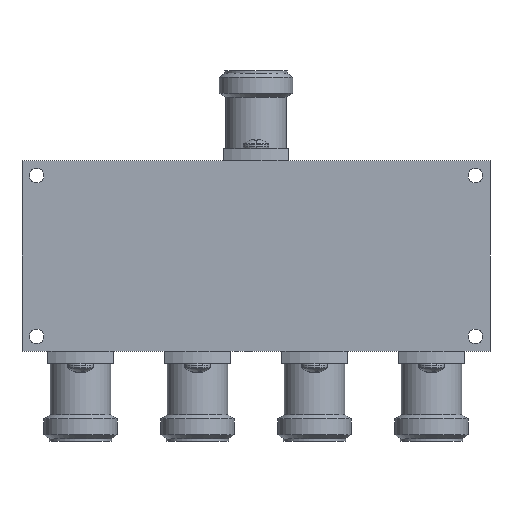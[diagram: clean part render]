
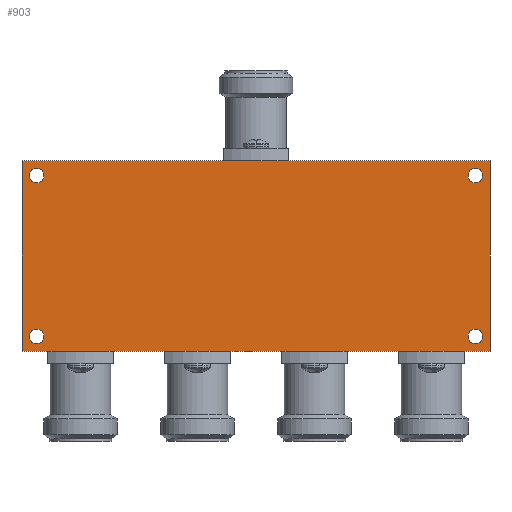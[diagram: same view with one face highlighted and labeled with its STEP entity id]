
A CAD part, front view. The second image highlights one B-rep face of the part: STEP entity #903.
In plain terms, the highlighted planar face has unit normal (0, -1, 0).
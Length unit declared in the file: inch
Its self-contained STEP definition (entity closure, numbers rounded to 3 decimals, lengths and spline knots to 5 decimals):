
#152 = ORIENTED_EDGE ( 'NONE', *, *, #5455, .T. ) ;
#903 = ADVANCED_FACE ( 'NONE', ( #21391, #6964, #26097, #20457, #15483 ), #6036, .T. ) ;
#1088 = CARTESIAN_POINT ( 'NONE',  ( -2., 0., -0.8125 ) ) ;
#1094 = CIRCLE ( 'NONE', #36138, 0.0625 ) ;
#1696 = VECTOR ( 'NONE', #46016, 39.37008 ) ;
#4119 = CARTESIAN_POINT ( 'NONE',  ( -1.875, 0., 0.75 ) ) ;
#4423 = DIRECTION ( 'NONE',  ( 0., 1., 0. ) ) ;
#4436 = VERTEX_POINT ( 'NONE', #43497 ) ;
#4674 = AXIS2_PLACEMENT_3D ( 'NONE', #17327, #37026, #36399 ) ;
#4964 = VECTOR ( 'NONE', #26547, 39.37008 ) ;
#5396 = DIRECTION ( 'NONE',  ( 0., 0., 1. ) ) ;
#5455 = EDGE_CURVE ( 'NONE', #42558, #36030, #11073, .T. ) ;
#5497 = CIRCLE ( 'NONE', #30487, 0.0625 ) ;
#6036 = PLANE ( 'NONE',  #4674 ) ;
#6964 = FACE_BOUND ( 'NONE', #60672, .T. ) ;
#7317 = DIRECTION ( 'NONE',  ( 0., 1., 0. ) ) ;
#9389 = VERTEX_POINT ( 'NONE', #46358 ) ;
#9788 = CARTESIAN_POINT ( 'NONE',  ( -2., 0., 0.8125 ) ) ;
#10315 = EDGE_CURVE ( 'NONE', #20476, #4436, #59402, .T. ) ;
#10559 = AXIS2_PLACEMENT_3D ( 'NONE', #50237, #7317, #36763 ) ;
#10871 = VECTOR ( 'NONE', #53103, 39.37008 ) ;
#10944 = VERTEX_POINT ( 'NONE', #22013 ) ;
#11073 = CIRCLE ( 'NONE', #44128, 0.0625 ) ;
#11772 = EDGE_CURVE ( 'NONE', #9389, #53901, #18239, .T. ) ;
#12205 = CARTESIAN_POINT ( 'NONE',  ( -1.875, 0., 0.6875 ) ) ;
#12478 = VERTEX_POINT ( 'NONE', #57492 ) ;
#13664 = EDGE_LOOP ( 'NONE', ( #15548, #22960, #21169, #56351 ) ) ;
#14046 = CARTESIAN_POINT ( 'NONE',  ( -2., 0., 0.8125 ) ) ;
#14512 = ORIENTED_EDGE ( 'NONE', *, *, #51845, .T. ) ;
#15363 = ORIENTED_EDGE ( 'NONE', *, *, #11772, .T. ) ;
#15436 = LINE ( 'NONE', #9788, #21965 ) ;
#15483 = FACE_BOUND ( 'NONE', #52103, .T. ) ;
#15548 = ORIENTED_EDGE ( 'NONE', *, *, #10315, .F. ) ;
#16501 = CARTESIAN_POINT ( 'NONE',  ( -1.875, 0., 0.625 ) ) ;
#17327 = CARTESIAN_POINT ( 'NONE',  ( 0., 0., 0. ) ) ;
#18239 = CIRCLE ( 'NONE', #60237, 0.0625 ) ;
#18703 = EDGE_CURVE ( 'NONE', #10944, #57782, #27194, .T. ) ;
#18804 = ORIENTED_EDGE ( 'NONE', *, *, #57776, .T. ) ;
#19208 = CARTESIAN_POINT ( 'NONE',  ( 1.875, 0., 0.6875 ) ) ;
#19250 = AXIS2_PLACEMENT_3D ( 'NONE', #19208, #29517, #5396 ) ;
#20457 = FACE_BOUND ( 'NONE', #48750, .T. ) ;
#20476 = VERTEX_POINT ( 'NONE', #55034 ) ;
#21169 = ORIENTED_EDGE ( 'NONE', *, *, #18703, .F. ) ;
#21391 = FACE_BOUND ( 'NONE', #44561, .T. ) ;
#21965 = VECTOR ( 'NONE', #28884, 39.37008 ) ;
#21980 = EDGE_CURVE ( 'NONE', #53901, #9389, #1094, .T. ) ;
#22013 = CARTESIAN_POINT ( 'NONE',  ( -2., 0., -0.8125 ) ) ;
#22386 = DIRECTION ( 'NONE',  ( 0., 1., 0. ) ) ;
#22960 = ORIENTED_EDGE ( 'NONE', *, *, #59758, .F. ) ;
#23486 = CARTESIAN_POINT ( 'NONE',  ( -1.875, 0., 0.6875 ) ) ;
#23912 = ORIENTED_EDGE ( 'NONE', *, *, #21980, .T. ) ;
#25177 = VERTEX_POINT ( 'NONE', #35665 ) ;
#25313 = DIRECTION ( 'NONE',  ( 0., 1., 0. ) ) ;
#25531 = CIRCLE ( 'NONE', #10559, 0.0625 ) ;
#26097 = FACE_OUTER_BOUND ( 'NONE', #13664, .T. ) ;
#26328 = AXIS2_PLACEMENT_3D ( 'NONE', #23486, #42578, #31924 ) ;
#26547 = DIRECTION ( 'NONE',  ( 0., 0., -1. ) ) ;
#27175 = CARTESIAN_POINT ( 'NONE',  ( -2., 0., 0.8125 ) ) ;
#27194 = LINE ( 'NONE', #14046, #1696 ) ;
#28615 = CARTESIAN_POINT ( 'NONE',  ( 1.875, 0., -0.6875 ) ) ;
#28883 = VERTEX_POINT ( 'NONE', #16501 ) ;
#28884 = DIRECTION ( 'NONE',  ( 1., 0., 0. ) ) ;
#29167 = ORIENTED_EDGE ( 'NONE', *, *, #44880, .T. ) ;
#29517 = DIRECTION ( 'NONE',  ( 0., 1., 0. ) ) ;
#30487 = AXIS2_PLACEMENT_3D ( 'NONE', #12205, #44489, #45736 ) ;
#31924 = DIRECTION ( 'NONE',  ( 0., 0., 1. ) ) ;
#33696 = ORIENTED_EDGE ( 'NONE', *, *, #49724, .T. ) ;
#34061 = CARTESIAN_POINT ( 'NONE',  ( -1.875, 0., -0.75 ) ) ;
#35633 = ORIENTED_EDGE ( 'NONE', *, *, #61757, .T. ) ;
#35665 = CARTESIAN_POINT ( 'NONE',  ( 1.875, 0., 0.75 ) ) ;
#36030 = VERTEX_POINT ( 'NONE', #34061 ) ;
#36138 = AXIS2_PLACEMENT_3D ( 'NONE', #52045, #4423, #52638 ) ;
#36399 = DIRECTION ( 'NONE',  ( 0., 0., -1. ) ) ;
#36763 = DIRECTION ( 'NONE',  ( 0., 0., 1. ) ) ;
#37026 = DIRECTION ( 'NONE',  ( 0., -1., 0. ) ) ;
#37175 = DIRECTION ( 'NONE',  ( 0., 1., 0. ) ) ;
#38238 = CIRCLE ( 'NONE', #19250, 0.0625 ) ;
#40948 = CARTESIAN_POINT ( 'NONE',  ( 2., 0., 0.8125 ) ) ;
#41913 = CARTESIAN_POINT ( 'NONE',  ( -1.875, 0., -0.625 ) ) ;
#42053 = CARTESIAN_POINT ( 'NONE',  ( 1.875, 0., -0.625 ) ) ;
#42213 = CARTESIAN_POINT ( 'NONE',  ( -1.875, 0., -0.6875 ) ) ;
#42558 = VERTEX_POINT ( 'NONE', #41913 ) ;
#42578 = DIRECTION ( 'NONE',  ( 0., 1., 0. ) ) ;
#43497 = CARTESIAN_POINT ( 'NONE',  ( 2., 0., -0.8125 ) ) ;
#44052 = LINE ( 'NONE', #1088, #10871 ) ;
#44128 = AXIS2_PLACEMENT_3D ( 'NONE', #52561, #25313, #47921 ) ;
#44489 = DIRECTION ( 'NONE',  ( 0., 1., 0. ) ) ;
#44561 = EDGE_LOOP ( 'NONE', ( #29167, #35633 ) ) ;
#44880 = EDGE_CURVE ( 'NONE', #12478, #25177, #38238, .T. ) ;
#45736 = DIRECTION ( 'NONE',  ( 0., 0., 1. ) ) ;
#46016 = DIRECTION ( 'NONE',  ( 0., 0., 1. ) ) ;
#46026 = VERTEX_POINT ( 'NONE', #4119 ) ;
#46358 = CARTESIAN_POINT ( 'NONE',  ( 1.875, 0., -0.75 ) ) ;
#47870 = CIRCLE ( 'NONE', #51870, 0.0625 ) ;
#47921 = DIRECTION ( 'NONE',  ( 0., 0., 1. ) ) ;
#48750 = EDGE_LOOP ( 'NONE', ( #15363, #23912 ) ) ;
#49724 = EDGE_CURVE ( 'NONE', #46026, #28883, #50324, .T. ) ;
#50237 = CARTESIAN_POINT ( 'NONE',  ( 1.875, 0., 0.6875 ) ) ;
#50324 = CIRCLE ( 'NONE', #26328, 0.0625 ) ;
#51845 = EDGE_CURVE ( 'NONE', #28883, #46026, #5497, .T. ) ;
#51870 = AXIS2_PLACEMENT_3D ( 'NONE', #42213, #37175, #60650 ) ;
#52045 = CARTESIAN_POINT ( 'NONE',  ( 1.875, 0., -0.6875 ) ) ;
#52103 = EDGE_LOOP ( 'NONE', ( #14512, #33696 ) ) ;
#52561 = CARTESIAN_POINT ( 'NONE',  ( -1.875, 0., -0.6875 ) ) ;
#52638 = DIRECTION ( 'NONE',  ( 0., 0., 1. ) ) ;
#53103 = DIRECTION ( 'NONE',  ( -1., 0., 0. ) ) ;
#53901 = VERTEX_POINT ( 'NONE', #42053 ) ;
#55034 = CARTESIAN_POINT ( 'NONE',  ( 2., 0., 0.8125 ) ) ;
#56351 = ORIENTED_EDGE ( 'NONE', *, *, #57860, .F. ) ;
#57492 = CARTESIAN_POINT ( 'NONE',  ( 1.875, 0., 0.625 ) ) ;
#57776 = EDGE_CURVE ( 'NONE', #36030, #42558, #47870, .T. ) ;
#57782 = VERTEX_POINT ( 'NONE', #27175 ) ;
#57860 = EDGE_CURVE ( 'NONE', #4436, #10944, #44052, .T. ) ;
#59402 = LINE ( 'NONE', #40948, #4964 ) ;
#59758 = EDGE_CURVE ( 'NONE', #57782, #20476, #15436, .T. ) ;
#60237 = AXIS2_PLACEMENT_3D ( 'NONE', #28615, #22386, #60582 ) ;
#60582 = DIRECTION ( 'NONE',  ( 0., 0., 1. ) ) ;
#60650 = DIRECTION ( 'NONE',  ( 0., 0., 1. ) ) ;
#60672 = EDGE_LOOP ( 'NONE', ( #18804, #152 ) ) ;
#61757 = EDGE_CURVE ( 'NONE', #25177, #12478, #25531, .T. ) ;
